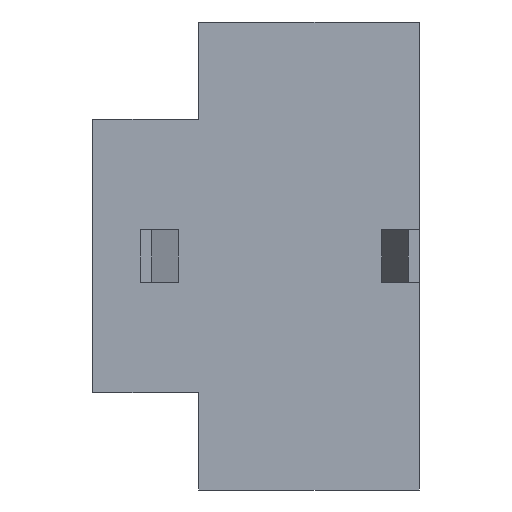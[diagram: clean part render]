
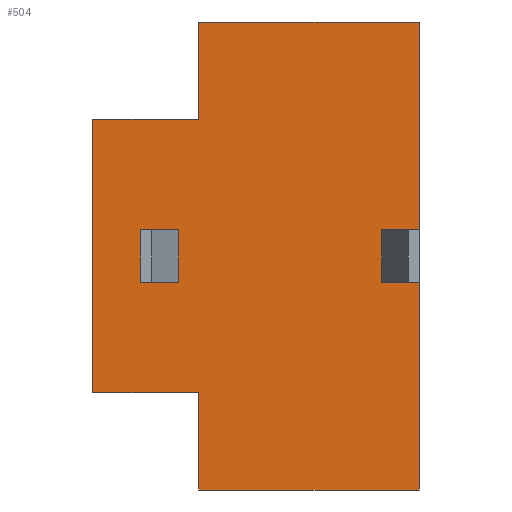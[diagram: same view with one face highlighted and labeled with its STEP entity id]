
A CAD part, front view. The second image highlights one B-rep face of the part: STEP entity #504.
In plain terms, the highlighted planar face has unit normal (0, -1, 0).
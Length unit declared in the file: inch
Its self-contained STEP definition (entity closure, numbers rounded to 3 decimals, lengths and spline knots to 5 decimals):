
#2 = ORIENTED_EDGE ( 'NONE', *, *, #355, .F. ) ;
#3 = ORIENTED_EDGE ( 'NONE', *, *, #354, .T. ) ;
#4 = ORIENTED_EDGE ( 'NONE', *, *, #359, .T. ) ;
#5 = ORIENTED_EDGE ( 'NONE', *, *, #358, .F. ) ;
#6 = ORIENTED_EDGE ( 'NONE', *, *, #353, .F. ) ;
#7 = VERTEX_POINT ( 'NONE', #454 ) ;
#8 = VERTEX_POINT ( 'NONE', #441 ) ;
#10 = VERTEX_POINT ( 'NONE', #204 ) ;
#13 = VERTEX_POINT ( 'NONE', #24 ) ;
#24 = CARTESIAN_POINT ( 'NONE',  ( 0., -0.3, -0.155 ) ) ;
#128 = VERTEX_POINT ( 'NONE', #196 ) ;
#129 = VERTEX_POINT ( 'NONE', #197 ) ;
#131 = VERTEX_POINT ( 'NONE', #199 ) ;
#132 = VERTEX_POINT ( 'NONE', #200 ) ;
#133 = VERTEX_POINT ( 'NONE', #201 ) ;
#134 = VERTEX_POINT ( 'NONE', #202 ) ;
#136 = VERTEX_POINT ( 'NONE', #396 ) ;
#137 = VERTEX_POINT ( 'NONE', #397 ) ;
#138 = VERTEX_POINT ( 'NONE', #398 ) ;
#141 = EDGE_LOOP ( 'NONE', ( #2, #3, #4, #5 ) ) ;
#144 = EDGE_LOOP ( 'NONE', ( #6, #161, #761, #762, #763, #764, #765, #766, #767, #768, #769, #770 ) ) ;
#155 = VERTEX_POINT ( 'NONE', #400 ) ;
#158 = VERTEX_POINT ( 'NONE', #403 ) ;
#160 = VERTEX_POINT ( 'NONE', #405 ) ;
#161 = ORIENTED_EDGE ( 'NONE', *, *, #352, .F. ) ;
#187 = CARTESIAN_POINT ( 'NONE',  ( 0., -0.3, -0.03 ) ) ;
#193 = CARTESIAN_POINT ( 'NONE',  ( 0.25, -0.3, 0.265 ) ) ;
#196 = CARTESIAN_POINT ( 'NONE',  ( 0.25, -0.3, -0.03 ) ) ;
#197 = CARTESIAN_POINT ( 'NONE',  ( -0.12, -0.3, 0.155 ) ) ;
#199 = CARTESIAN_POINT ( 'NONE',  ( 0., -0.3, 0.155 ) ) ;
#200 = CARTESIAN_POINT ( 'NONE',  ( 0.23718, -0.3, -0.03 ) ) ;
#201 = CARTESIAN_POINT ( 'NONE',  ( -0.05282, -0.3, -0.03 ) ) ;
#202 = CARTESIAN_POINT ( 'NONE',  ( -0.05282, -0.3, 0.03 ) ) ;
#204 = CARTESIAN_POINT ( 'NONE',  ( 0., -0.3, -0.265 ) ) ;
#205 = FACE_BOUND ( 'NONE', #141, .T. ) ;
#232 = VECTOR ( 'NONE', #491, 39.37008 ) ;
#247 = LINE ( 'NONE', #490, #232 ) ;
#251 = FACE_OUTER_BOUND ( 'NONE', #144, .T. ) ;
#303 = AXIS2_PLACEMENT_3D ( 'NONE', #558, #559, #560 ) ;
#345 = EDGE_CURVE ( 'NONE', #128, #132, #716, .T. ) ;
#346 = EDGE_CURVE ( 'NONE', #128, #158, #714, .T. ) ;
#347 = EDGE_CURVE ( 'NONE', #137, #13, #710, .T. ) ;
#348 = EDGE_CURVE ( 'NONE', #137, #129, #708, .T. ) ;
#349 = EDGE_CURVE ( 'NONE', #129, #131, #706, .T. ) ;
#350 = EDGE_CURVE ( 'NONE', #155, #131, #704, .T. ) ;
#351 = EDGE_CURVE ( 'NONE', #8, #138, #702, .T. ) ;
#352 = EDGE_CURVE ( 'NONE', #138, #7, #700, .T. ) ;
#353 = EDGE_CURVE ( 'NONE', #7, #132, #698, .T. ) ;
#354 = EDGE_CURVE ( 'NONE', #160, #134, #712, .T. ) ;
#355 = EDGE_CURVE ( 'NONE', #160, #136, #696, .T. ) ;
#357 = EDGE_CURVE ( 'NONE', #8, #155, #690, .T. ) ;
#358 = EDGE_CURVE ( 'NONE', #136, #133, #688, .T. ) ;
#359 = EDGE_CURVE ( 'NONE', #134, #133, #686, .T. ) ;
#366 = EDGE_CURVE ( 'NONE', #13, #10, #673, .T. ) ;
#372 = EDGE_CURVE ( 'NONE', #158, #10, #247, .T. ) ;
#396 = CARTESIAN_POINT ( 'NONE',  ( -0.06563, -0.3, -0.03 ) ) ;
#397 = CARTESIAN_POINT ( 'NONE',  ( -0.12, -0.3, -0.155 ) ) ;
#398 = CARTESIAN_POINT ( 'NONE',  ( 0.25, -0.3, 0.03 ) ) ;
#400 = CARTESIAN_POINT ( 'NONE',  ( 0., -0.3, 0.265 ) ) ;
#403 = CARTESIAN_POINT ( 'NONE',  ( 0.25, -0.3, -0.265 ) ) ;
#405 = CARTESIAN_POINT ( 'NONE',  ( -0.06563, -0.3, 0.03 ) ) ;
#441 = CARTESIAN_POINT ( 'NONE',  ( 0.25, -0.3, 0.265 ) ) ;
#454 = CARTESIAN_POINT ( 'NONE',  ( 0.23718, -0.3, 0.03 ) ) ;
#460 = CARTESIAN_POINT ( 'NONE',  ( 0.25, -0.3, 0.265 ) ) ;
#461 = DIRECTION ( 'NONE',  ( -1., 0., 0. ) ) ;
#462 = CARTESIAN_POINT ( 'NONE',  ( 0., -0.3, -0.03 ) ) ;
#463 = DIRECTION ( 'NONE',  ( 1., 0., 0. ) ) ;
#464 = CARTESIAN_POINT ( 'NONE',  ( -0.05282, -0.3, 0.03 ) ) ;
#465 = DIRECTION ( 'NONE',  ( 0., 0., -1. ) ) ;
#478 = CARTESIAN_POINT ( 'NONE',  ( 0., -0.3, 0.265 ) ) ;
#479 = DIRECTION ( 'NONE',  ( 0., 0., -1. ) ) ;
#490 = CARTESIAN_POINT ( 'NONE',  ( 0.25, -0.3, -0.265 ) ) ;
#491 = DIRECTION ( 'NONE',  ( -1., 0., 0. ) ) ;
#504 = ADVANCED_FACE ( 'NONE', ( #205, #251 ), #557, .F. ) ;
#557 = PLANE ( 'NONE',  #303 ) ;
#558 = CARTESIAN_POINT ( 'NONE',  ( 0.25, -0.3, 0.265 ) ) ;
#559 = DIRECTION ( 'NONE',  ( 0., 1., 0. ) ) ;
#560 = DIRECTION ( 'NONE',  ( 0., 0., 1. ) ) ;
#630 = CARTESIAN_POINT ( 'NONE',  ( 0., -0.3, 0.03 ) ) ;
#631 = DIRECTION ( 'NONE',  ( -1., 0., 0. ) ) ;
#632 = CARTESIAN_POINT ( 'NONE',  ( -0.06563, -0.3, 0.03 ) ) ;
#633 = DIRECTION ( 'NONE',  ( 0., 0., -1. ) ) ;
#634 = CARTESIAN_POINT ( 'NONE',  ( -0.12, -0.3, -0.155 ) ) ;
#635 = DIRECTION ( 'NONE',  ( 1., 0., 0. ) ) ;
#636 = CARTESIAN_POINT ( 'NONE',  ( -0.12, -0.3, 0.155 ) ) ;
#637 = DIRECTION ( 'NONE',  ( 0., 0., 1. ) ) ;
#638 = CARTESIAN_POINT ( 'NONE',  ( -0.12, -0.3, 0.155 ) ) ;
#639 = DIRECTION ( 'NONE',  ( 1., 0., 0. ) ) ;
#640 = CARTESIAN_POINT ( 'NONE',  ( 0., -0.3, 0.265 ) ) ;
#641 = DIRECTION ( 'NONE',  ( 0., 0., -1. ) ) ;
#642 = CARTESIAN_POINT ( 'NONE',  ( 0.25, -0.3, 0.265 ) ) ;
#643 = DIRECTION ( 'NONE',  ( 0., 0., -1. ) ) ;
#644 = CARTESIAN_POINT ( 'NONE',  ( 0., -0.3, 0.03 ) ) ;
#645 = DIRECTION ( 'NONE',  ( -1., 0., 0. ) ) ;
#646 = CARTESIAN_POINT ( 'NONE',  ( 0.23718, -0.3, 0.03 ) ) ;
#648 = DIRECTION ( 'NONE',  ( 0., 0., -1. ) ) ;
#649 = DIRECTION ( 'NONE',  ( 1., 0., 0. ) ) ;
#651 = DIRECTION ( 'NONE',  ( 0., 0., -1. ) ) ;
#670 = VECTOR ( 'NONE', #479, 39.37008 ) ;
#673 = LINE ( 'NONE', #478, #670 ) ;
#683 = VECTOR ( 'NONE', #465, 39.37008 ) ;
#685 = VECTOR ( 'NONE', #463, 39.37008 ) ;
#686 = LINE ( 'NONE', #464, #683 ) ;
#687 = VECTOR ( 'NONE', #461, 39.37008 ) ;
#688 = LINE ( 'NONE', #462, #685 ) ;
#690 = LINE ( 'NONE', #460, #687 ) ;
#691 = VECTOR ( 'NONE', #651, 39.37008 ) ;
#693 = VECTOR ( 'NONE', #649, 39.37008 ) ;
#695 = VECTOR ( 'NONE', #648, 39.37008 ) ;
#696 = LINE ( 'NONE', #632, #691 ) ;
#697 = VECTOR ( 'NONE', #645, 39.37008 ) ;
#698 = LINE ( 'NONE', #646, #695 ) ;
#699 = VECTOR ( 'NONE', #643, 39.37008 ) ;
#700 = LINE ( 'NONE', #644, #697 ) ;
#701 = VECTOR ( 'NONE', #641, 39.37008 ) ;
#702 = LINE ( 'NONE', #642, #699 ) ;
#703 = VECTOR ( 'NONE', #639, 39.37008 ) ;
#704 = LINE ( 'NONE', #640, #701 ) ;
#705 = VECTOR ( 'NONE', #637, 39.37008 ) ;
#706 = LINE ( 'NONE', #638, #703 ) ;
#707 = VECTOR ( 'NONE', #635, 39.37008 ) ;
#708 = LINE ( 'NONE', #636, #705 ) ;
#709 = VECTOR ( 'NONE', #633, 39.37008 ) ;
#710 = LINE ( 'NONE', #634, #707 ) ;
#711 = VECTOR ( 'NONE', #631, 39.37008 ) ;
#712 = LINE ( 'NONE', #630, #693 ) ;
#714 = LINE ( 'NONE', #193, #709 ) ;
#716 = LINE ( 'NONE', #187, #711 ) ;
#761 = ORIENTED_EDGE ( 'NONE', *, *, #351, .F. ) ;
#762 = ORIENTED_EDGE ( 'NONE', *, *, #357, .T. ) ;
#763 = ORIENTED_EDGE ( 'NONE', *, *, #350, .T. ) ;
#764 = ORIENTED_EDGE ( 'NONE', *, *, #349, .F. ) ;
#765 = ORIENTED_EDGE ( 'NONE', *, *, #348, .F. ) ;
#766 = ORIENTED_EDGE ( 'NONE', *, *, #347, .T. ) ;
#767 = ORIENTED_EDGE ( 'NONE', *, *, #366, .T. ) ;
#768 = ORIENTED_EDGE ( 'NONE', *, *, #372, .F. ) ;
#769 = ORIENTED_EDGE ( 'NONE', *, *, #346, .F. ) ;
#770 = ORIENTED_EDGE ( 'NONE', *, *, #345, .T. ) ;
